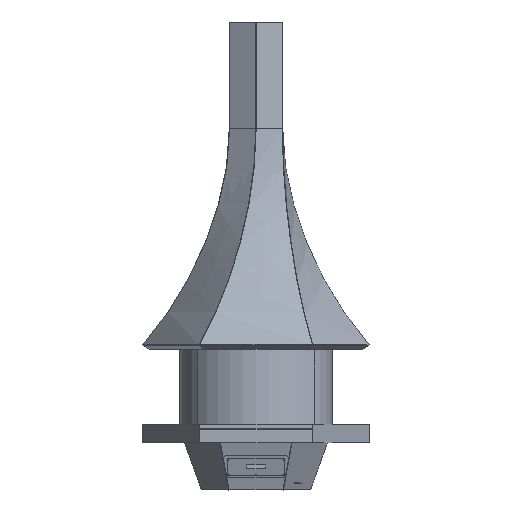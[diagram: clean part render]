
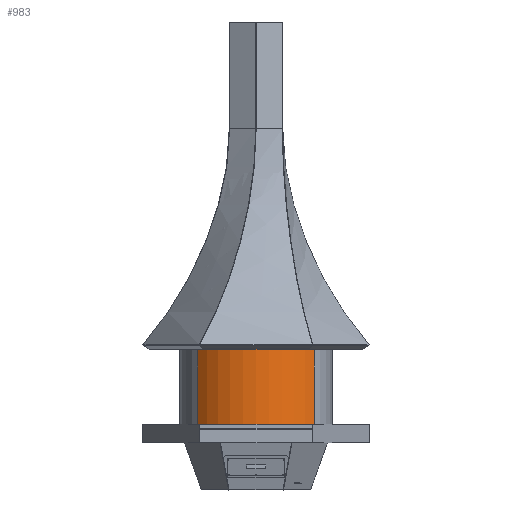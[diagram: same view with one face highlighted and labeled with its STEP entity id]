
A CAD part, front view. The second image highlights one B-rep face of the part: STEP entity #983.
In plain terms, the highlighted cylindrical face has radius 420 mm (diameter 840 mm), a partial arc.
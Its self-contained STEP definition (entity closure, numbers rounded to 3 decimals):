
#983=ADVANCED_FACE('',(#2195),#2196,.T.);
#2195=FACE_OUTER_BOUND('',#3942,.T.);
#2196=CYLINDRICAL_SURFACE('',#3943,420.0);
#3942=EDGE_LOOP('',(#6396,#6397,#6398,#6399));
#3943=AXIS2_PLACEMENT_3D('',#6400,#6401,#6402);
#6396=ORIENTED_EDGE('',*,*,#11423,.F.);
#6397=ORIENTED_EDGE('',*,*,#11431,.F.);
#6398=ORIENTED_EDGE('',*,*,#11427,.T.);
#6399=ORIENTED_EDGE('',*,*,#11419,.T.);
#6400=CARTESIAN_POINT('',(0.,0.,-424.685));
#6401=DIRECTION('',(0.0,0.0,1.0));
#6402=DIRECTION('',(1.0,0.0,0.0));
#11419=EDGE_CURVE('',#13321,#13325,#13327,.T.);
#11423=EDGE_CURVE('',#13331,#13325,#13333,.T.);
#11427=EDGE_CURVE('',#13336,#13321,#13339,.T.);
#11431=EDGE_CURVE('',#13336,#13331,#13343,.T.);
#13321=VERTEX_POINT('',#16127);
#13325=VERTEX_POINT('',#16133);
#13327=LINE('',#16136,#16137);
#13331=VERTEX_POINT('',#16141);
#13333=CIRCLE('',#16144,420.0);
#13336=VERTEX_POINT('',#16147);
#13339=CIRCLE('',#16151,420.0);
#13343=LINE('',#16156,#16157);
#16127=CARTESIAN_POINT('',(309.656,-283.748,-424.685));
#16133=CARTESIAN_POINT('',(309.656,-283.748,15.315));
#16136=CARTESIAN_POINT('',(309.656,-283.748,-424.685));
#16137=VECTOR('',#20539,1.0);
#16141=CARTESIAN_POINT('',(-309.656,-283.748,15.315));
#16144=AXIS2_PLACEMENT_3D('',#20544,#20545,#20546);
#16147=CARTESIAN_POINT('',(-309.656,-283.748,-424.685));
#16151=AXIS2_PLACEMENT_3D('',#20551,#20552,#20553);
#16156=CARTESIAN_POINT('',(-309.656,-283.748,-424.685));
#16157=VECTOR('',#20555,1.0);
#20539=DIRECTION('',(0.0,0.0,1.0));
#20544=CARTESIAN_POINT('',(0.,0.,15.315));
#20545=DIRECTION('',(0.0,0.0,1.0));
#20546=DIRECTION('',(1.0,0.0,0.0));
#20551=CARTESIAN_POINT('',(0.,0.,-424.685));
#20552=DIRECTION('',(0.0,0.0,1.0));
#20553=DIRECTION('',(1.0,0.0,0.0));
#20555=DIRECTION('',(0.0,0.0,1.0));
